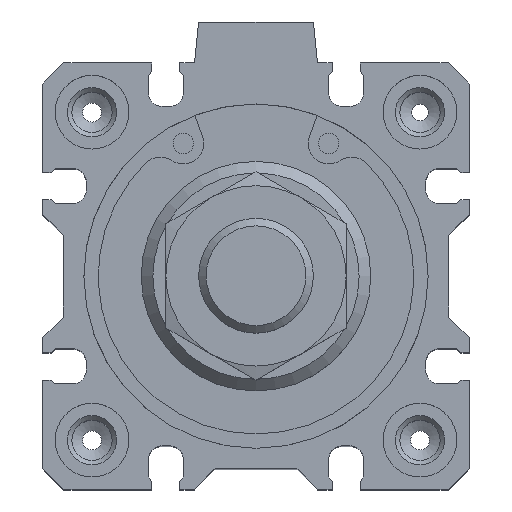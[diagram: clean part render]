
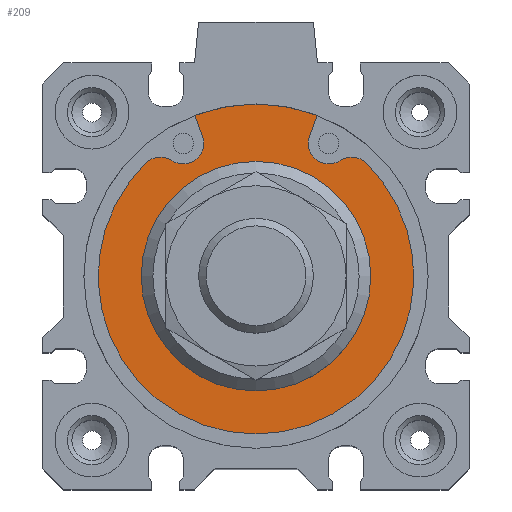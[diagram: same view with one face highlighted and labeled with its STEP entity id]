
A CAD part, top view. The second image highlights one B-rep face of the part: STEP entity #209.
In plain terms, the highlighted planar face has unit normal (0, 0, 1).
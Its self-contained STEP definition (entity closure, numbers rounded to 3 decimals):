
#209 = ADVANCED_FACE( '', ( #427, #428 ), #429, .T. );
#427 = FACE_BOUND( '', #934, .T. );
#428 = FACE_OUTER_BOUND( '', #935, .T. );
#429 = PLANE( '', #936 );
#934 = EDGE_LOOP( '', ( #1446 ) );
#935 = EDGE_LOOP( '', ( #1447, #1448, #1449, #1450, #1451, #1452, #1453, #1454 ) );
#936 = AXIS2_PLACEMENT_3D( '', #1455, #1456, #1457 );
#1446 = ORIENTED_EDGE( '', *, *, #3009, .F. );
#1447 = ORIENTED_EDGE( '', *, *, #3011, .T. );
#1448 = ORIENTED_EDGE( '', *, *, #3012, .F. );
#1449 = ORIENTED_EDGE( '', *, *, #3013, .F. );
#1450 = ORIENTED_EDGE( '', *, *, #3014, .T. );
#1451 = ORIENTED_EDGE( '', *, *, #3015, .T. );
#1452 = ORIENTED_EDGE( '', *, *, #3016, .T. );
#1453 = ORIENTED_EDGE( '', *, *, #3017, .F. );
#1454 = ORIENTED_EDGE( '', *, *, #3018, .F. );
#1455 = CARTESIAN_POINT( '', ( 0., 0., 44.5 ) );
#1456 = DIRECTION( '', ( 0., 0., 1. ) );
#1457 = DIRECTION( '', ( 1., 0., 0. ) );
#3009 = EDGE_CURVE( '', #3481, #3481, #3482, .T. );
#3011 = EDGE_CURVE( '', #3485, #3486, #3487, .T. );
#3012 = EDGE_CURVE( '', #3488, #3486, #3489, .T. );
#3013 = EDGE_CURVE( '', #3490, #3488, #3491, .T. );
#3014 = EDGE_CURVE( '', #3490, #3492, #3493, .T. );
#3015 = EDGE_CURVE( '', #3492, #3494, #3495, .T. );
#3016 = EDGE_CURVE( '', #3494, #3496, #3497, .T. );
#3017 = EDGE_CURVE( '', #3498, #3496, #3499, .T. );
#3018 = EDGE_CURVE( '', #3485, #3498, #3500, .T. );
#3481 = VERTEX_POINT( '', #4281 );
#3482 = CIRCLE( '', #4282, 14. );
#3485 = VERTEX_POINT( '', #4285 );
#3486 = VERTEX_POINT( '', #4286 );
#3487 = CIRCLE( '', #4287, 21. );
#3488 = VERTEX_POINT( '', #4288 );
#3489 = LINE( '', #4289, #4290 );
#3490 = VERTEX_POINT( '', #4291 );
#3491 = CIRCLE( '', #4292, 2.5 );
#3492 = VERTEX_POINT( '', #4293 );
#3493 = CIRCLE( '', #4294, 2.5 );
#3494 = VERTEX_POINT( '', #4295 );
#3495 = CIRCLE( '', #4296, 19.25 );
#3496 = VERTEX_POINT( '', #4297 );
#3497 = CIRCLE( '', #4298, 2.5 );
#3498 = VERTEX_POINT( '', #4299 );
#3499 = CIRCLE( '', #4300, 2.5 );
#3500 = LINE( '', #4301, #4302 );
#4281 = CARTESIAN_POINT( '', ( 14., 0., 44.5 ) );
#4282 = AXIS2_PLACEMENT_3D( '', #5543, #5544, #5545 );
#4285 = CARTESIAN_POINT( '', ( 7.46, 19.63, 44.5 ) );
#4286 = CARTESIAN_POINT( '', ( -7.46, 19.63, 44.5 ) );
#4287 = AXIS2_PLACEMENT_3D( '', #5549, #5550, #5551 );
#4288 = CARTESIAN_POINT( '', ( -6.52, 17.044, 44.5 ) );
#4289 = CARTESIAN_POINT( '', ( -6.52, 17.044, 44.5 ) );
#4290 = VECTOR( '', #5552, 1000. );
#4291 = CARTESIAN_POINT( '', ( -10.26, 14.112, 44.5 ) );
#4292 = AXIS2_PLACEMENT_3D( '', #5553, #5554, #5555 );
#4293 = CARTESIAN_POINT( '', ( -13.389, 13.831, 44.5 ) );
#4294 = AXIS2_PLACEMENT_3D( '', #5556, #5557, #5558 );
#4295 = CARTESIAN_POINT( '', ( 13.389, 13.831, 44.5 ) );
#4296 = AXIS2_PLACEMENT_3D( '', #5559, #5560, #5561 );
#4297 = CARTESIAN_POINT( '', ( 10.26, 14.112, 44.5 ) );
#4298 = AXIS2_PLACEMENT_3D( '', #5562, #5563, #5564 );
#4299 = CARTESIAN_POINT( '', ( 6.52, 17.044, 44.5 ) );
#4300 = AXIS2_PLACEMENT_3D( '', #5565, #5566, #5567 );
#4301 = CARTESIAN_POINT( '', ( 7.46, 19.63, 44.5 ) );
#4302 = VECTOR( '', #5568, 1000. );
#5543 = CARTESIAN_POINT( '', ( 0., 0., 44.5 ) );
#5544 = DIRECTION( '', ( 0., 0., 1. ) );
#5545 = DIRECTION( '', ( 1., 0., 0. ) );
#5549 = CARTESIAN_POINT( '', ( 0., 0., 44.5 ) );
#5550 = DIRECTION( '', ( 0., 0., 1. ) );
#5551 = DIRECTION( '', ( 1., 0., 0. ) );
#5552 = DIRECTION( '', ( -0.341, 0.94, 0. ) );
#5553 = CARTESIAN_POINT( '', ( -8.87, 16.19, 44.5 ) );
#5554 = DIRECTION( '', ( 0., 0., 1. ) );
#5555 = DIRECTION( '', ( 1., 0., 0. ) );
#5556 = CARTESIAN_POINT( '', ( -11.651, 12.034, 44.5 ) );
#5557 = DIRECTION( '', ( 0., 0., 1. ) );
#5558 = DIRECTION( '', ( 1., 0., 0. ) );
#5559 = CARTESIAN_POINT( '', ( 0., 0., 44.5 ) );
#5560 = DIRECTION( '', ( 0., 0., 1. ) );
#5561 = DIRECTION( '', ( 1., 0., 0. ) );
#5562 = CARTESIAN_POINT( '', ( 11.651, 12.034, 44.5 ) );
#5563 = DIRECTION( '', ( 0., 0., 1. ) );
#5564 = DIRECTION( '', ( 1., 0., 0. ) );
#5565 = CARTESIAN_POINT( '', ( 8.87, 16.19, 44.5 ) );
#5566 = DIRECTION( '', ( 0., 0., 1. ) );
#5567 = DIRECTION( '', ( 1., 0., 0. ) );
#5568 = DIRECTION( '', ( -0.341, -0.94, 0. ) );
